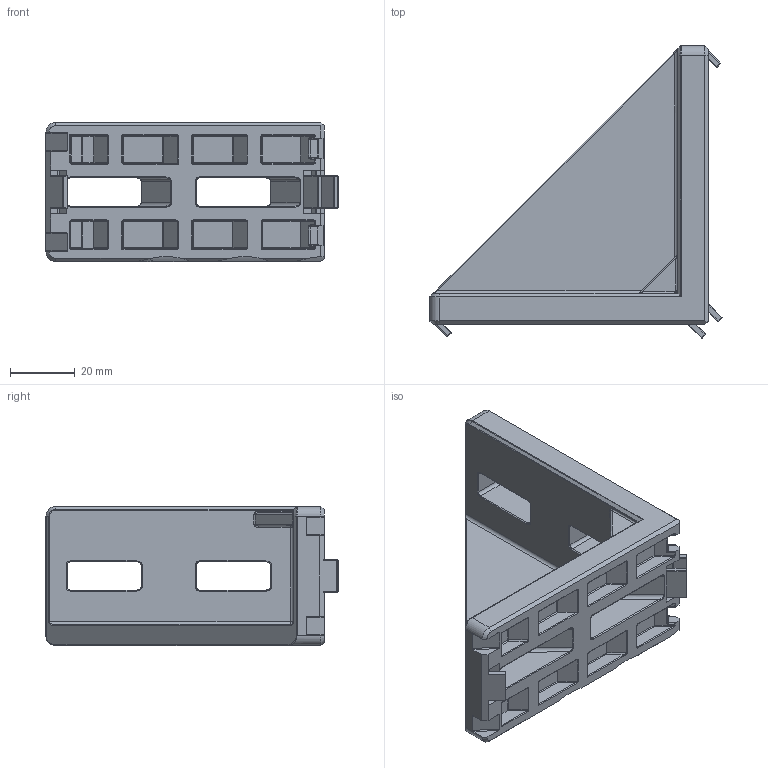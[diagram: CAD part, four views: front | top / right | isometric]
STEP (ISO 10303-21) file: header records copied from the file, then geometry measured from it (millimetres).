
FILE_DESCRIPTION((''),'2;1');
FILE_NAME('3 842 523 567 - 45x90 Gusset only.ipt.stp','2011-06-02T21:58:02',(''),(''),'Autodesk Inventor 2011','Autodesk Inventor 2011','');
FILE_SCHEMA(('AUTOMOTIVE_DESIGN { 1 0 10303 214 1 1 1 1 }'));
Length unit declared in the file: millimetre
Products named in the file (1): 3 842 523 567 - 45x90 Gusset only
Bounding box: 90.3 x 90.3 x 43 mm (x, y, z)
Volume: 65604.7 mm3; surface area: 26834.3 mm2
Topology: 1 solids, 1 shells, 752 faces, 1813 edges, 976 vertices
Faces by surface type: cylinder 345, plane 180, sphere 101, bspline 64, torus 56, cone 6
Entity records: 33098 total; most frequent: CARTESIAN_POINT 16614, DIRECTION 3563, ORIENTED_EDGE 3432, EDGE_CURVE 1716, AXIS2_PLACEMENT_3D 1365, VERTEX_POINT 976, VECTOR 833, LINE 833
